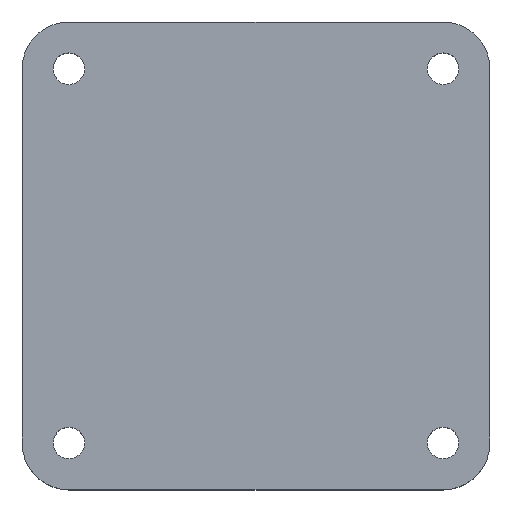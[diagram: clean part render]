
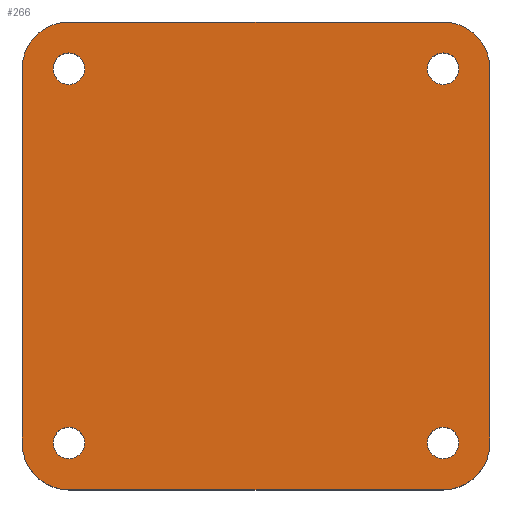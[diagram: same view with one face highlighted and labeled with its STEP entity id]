
A CAD part, top view. The second image highlights one B-rep face of the part: STEP entity #266.
In plain terms, the highlighted planar face has unit normal (0, 0, 1).
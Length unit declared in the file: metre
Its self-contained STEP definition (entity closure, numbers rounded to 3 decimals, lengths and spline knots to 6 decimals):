
#21=CIRCLE('',#284,0.004);
#23=CIRCLE('',#288,0.004);
#25=CIRCLE('',#292,0.004);
#26=CIRCLE('',#295,0.00135);
#28=CIRCLE('',#298,0.00135);
#30=CIRCLE('',#301,0.00135);
#32=CIRCLE('',#304,0.00135);
#35=CIRCLE('',#308,0.004);
#84=ORIENTED_EDGE('',*,*,#136,.F.);
#85=ORIENTED_EDGE('',*,*,#134,.F.);
#86=ORIENTED_EDGE('',*,*,#132,.F.);
#87=ORIENTED_EDGE('',*,*,#130,.F.);
#88=ORIENTED_EDGE('',*,*,#110,.T.);
#89=ORIENTED_EDGE('',*,*,#114,.T.);
#90=ORIENTED_EDGE('',*,*,#117,.F.);
#91=ORIENTED_EDGE('',*,*,#120,.T.);
#92=ORIENTED_EDGE('',*,*,#123,.F.);
#93=ORIENTED_EDGE('',*,*,#126,.T.);
#94=ORIENTED_EDGE('',*,*,#129,.T.);
#95=ORIENTED_EDGE('',*,*,#139,.T.);
#110=EDGE_CURVE('',#143,#142,#166,.T.);
#114=EDGE_CURVE('',#142,#145,#21,.T.);
#117=EDGE_CURVE('',#147,#145,#171,.T.);
#120=EDGE_CURVE('',#147,#149,#23,.T.);
#123=EDGE_CURVE('',#151,#149,#175,.T.);
#126=EDGE_CURVE('',#151,#153,#25,.T.);
#129=EDGE_CURVE('',#153,#155,#179,.T.);
#130=EDGE_CURVE('',#156,#156,#26,.T.);
#132=EDGE_CURVE('',#158,#158,#28,.T.);
#134=EDGE_CURVE('',#160,#160,#30,.T.);
#136=EDGE_CURVE('',#162,#162,#32,.T.);
#139=EDGE_CURVE('',#155,#143,#35,.T.);
#142=VERTEX_POINT('',#395);
#143=VERTEX_POINT('',#397);
#145=VERTEX_POINT('',#403);
#147=VERTEX_POINT('',#409);
#149=VERTEX_POINT('',#415);
#151=VERTEX_POINT('',#421);
#153=VERTEX_POINT('',#427);
#155=VERTEX_POINT('',#433);
#156=VERTEX_POINT('',#437);
#158=VERTEX_POINT('',#442);
#160=VERTEX_POINT('',#447);
#162=VERTEX_POINT('',#452);
#166=LINE('',#396,#182);
#171=LINE('',#410,#187);
#175=LINE('',#422,#191);
#179=LINE('',#434,#195);
#182=VECTOR('',#317,1.);
#187=VECTOR('',#330,1.);
#191=VECTOR('',#342,1.);
#195=VECTOR('',#354,1.);
#212=EDGE_LOOP('',(#84));
#213=EDGE_LOOP('',(#85));
#214=EDGE_LOOP('',(#86));
#215=EDGE_LOOP('',(#87));
#216=EDGE_LOOP('',(#88,#89,#90,#91,#92,#93,#94,#95));
#238=FACE_BOUND('',#212,.T.);
#239=FACE_BOUND('',#213,.T.);
#240=FACE_BOUND('',#214,.T.);
#241=FACE_BOUND('',#215,.T.);
#242=FACE_BOUND('',#216,.T.);
#252=PLANE('',#309);
#266=ADVANCED_FACE('',(#238,#239,#240,#241,#242),#252,.T.);
#284=AXIS2_PLACEMENT_3D('',#404,#324,#325);
#288=AXIS2_PLACEMENT_3D('',#416,#336,#337);
#292=AXIS2_PLACEMENT_3D('',#428,#348,#349);
#295=AXIS2_PLACEMENT_3D('',#436,#357,#358);
#298=AXIS2_PLACEMENT_3D('',#441,#363,#364);
#301=AXIS2_PLACEMENT_3D('',#446,#369,#370);
#304=AXIS2_PLACEMENT_3D('',#451,#375,#376);
#308=AXIS2_PLACEMENT_3D('',#457,#383,#384);
#309=AXIS2_PLACEMENT_3D('',#458,#385,#386);
#317=DIRECTION('',(0.,1.,0.));
#324=DIRECTION('',(0.,0.,1.));
#325=DIRECTION('',(1.,0.,0.));
#330=DIRECTION('',(1.,0.,0.));
#336=DIRECTION('',(0.,0.,1.));
#337=DIRECTION('',(1.,0.,0.));
#342=DIRECTION('',(0.,1.,0.));
#348=DIRECTION('',(0.,0.,1.));
#349=DIRECTION('',(1.,0.,0.));
#354=DIRECTION('',(1.,0.,0.));
#357=DIRECTION('',(0.,0.,1.));
#358=DIRECTION('',(1.,0.,0.));
#363=DIRECTION('',(0.,0.,1.));
#364=DIRECTION('',(1.,0.,0.));
#369=DIRECTION('',(0.,0.,1.));
#370=DIRECTION('',(1.,0.,0.));
#375=DIRECTION('',(0.,0.,1.));
#376=DIRECTION('',(1.,0.,0.));
#383=DIRECTION('',(0.,0.,1.));
#384=DIRECTION('',(1.,0.,0.));
#385=DIRECTION('',(0.,0.,1.));
#386=DIRECTION('',(1.,0.,0.));
#395=CARTESIAN_POINT('',(0.04,0.036,0.0107));
#396=CARTESIAN_POINT('',(0.04,0.02,0.0107));
#397=CARTESIAN_POINT('',(0.04,0.004,0.0107));
#403=CARTESIAN_POINT('',(0.036,0.04,0.0107));
#404=CARTESIAN_POINT('',(0.036,0.036,0.0107));
#409=CARTESIAN_POINT('',(0.004,0.04,0.0107));
#410=CARTESIAN_POINT('',(0.02,0.04,0.0107));
#415=CARTESIAN_POINT('',(0.,0.036,0.0107));
#416=CARTESIAN_POINT('',(0.004,0.036,0.0107));
#421=CARTESIAN_POINT('',(0.,0.004,0.0107));
#422=CARTESIAN_POINT('',(0.,0.02,0.0107));
#427=CARTESIAN_POINT('',(0.004,0.,0.0107));
#428=CARTESIAN_POINT('',(0.004,0.004,0.0107));
#433=CARTESIAN_POINT('',(0.036,0.,0.0107));
#434=CARTESIAN_POINT('',(0.02,0.,0.0107));
#436=CARTESIAN_POINT('',(0.036,0.036,0.0107));
#437=CARTESIAN_POINT('',(0.03735,0.036,0.0107));
#441=CARTESIAN_POINT('',(0.036,0.004,0.0107));
#442=CARTESIAN_POINT('',(0.03735,0.004,0.0107));
#446=CARTESIAN_POINT('',(0.004,0.036,0.0107));
#447=CARTESIAN_POINT('',(0.00535,0.036,0.0107));
#451=CARTESIAN_POINT('',(0.004,0.004,0.0107));
#452=CARTESIAN_POINT('',(0.00535,0.004,0.0107));
#457=CARTESIAN_POINT('',(0.036,0.004,0.0107));
#458=CARTESIAN_POINT('',(0.02,0.02,0.0107));
